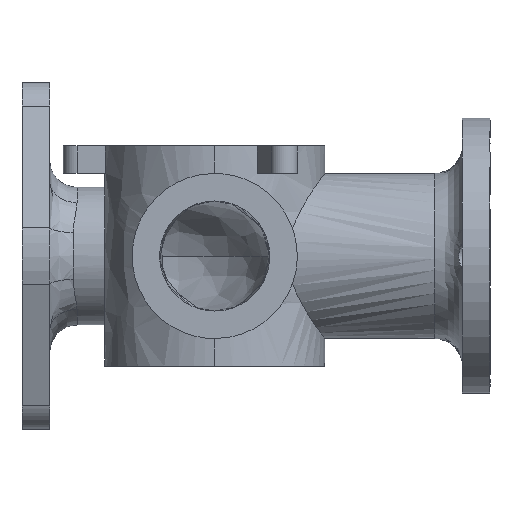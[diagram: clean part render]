
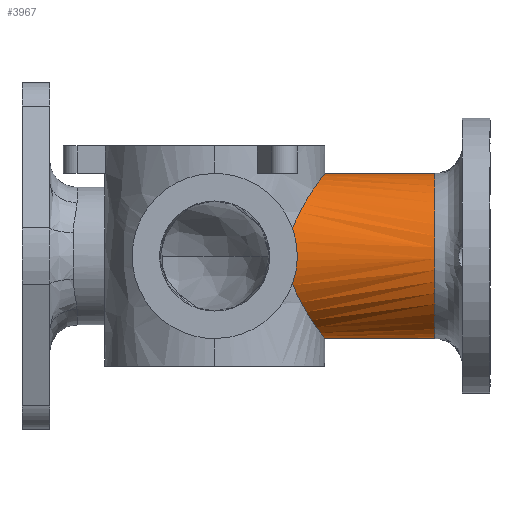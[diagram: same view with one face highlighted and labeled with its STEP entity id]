
A CAD part, left-side view. The second image highlights one B-rep face of the part: STEP entity #3967.
In plain terms, the highlighted free-form (B-spline) face has degree [2, 1] with [5, 2] control points.
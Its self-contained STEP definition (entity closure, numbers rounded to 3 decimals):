
#156 = VERTEX_POINT('',#157);
#157 = CARTESIAN_POINT('',(0.,-100.562,
    37.711));
#269 = VERTEX_POINT('',#270);
#270 = CARTESIAN_POINT('',(0.,-100.562,-37.711));
#276 = EDGE_CURVE('',#269,#156,#277,.T.);
#277 = ( BOUNDED_CURVE() B_SPLINE_CURVE(2,(#278,#279,#280,#281,#282),
.UNSPECIFIED.,.F.,.F.) B_SPLINE_CURVE_WITH_KNOTS((3,2,3),(3.142,
4.712,6.283),.PIECEWISE_BEZIER_KNOTS.) CURVE() 
GEOMETRIC_REPRESENTATION_ITEM() RATIONAL_B_SPLINE_CURVE((1.,
0.707,1.,0.707,1.)) REPRESENTATION_ITEM('') );
#278 = CARTESIAN_POINT('',(0.,-100.562,
    -37.711));
#279 = CARTESIAN_POINT('',(-37.711,-100.562,
    -37.711));
#280 = CARTESIAN_POINT('',(-37.711,-100.562,
    0.));
#281 = CARTESIAN_POINT('',(-37.711,-100.562,
    37.711));
#282 = CARTESIAN_POINT('',(0.,-100.562,
    37.711));
#678 = VERTEX_POINT('',#679);
#679 = CARTESIAN_POINT('',(0.,-50.281,
    -37.711));
#680 = VERTEX_POINT('',#681);
#681 = CARTESIAN_POINT('',(0.,-50.281,
    37.711));
#754 = EDGE_CURVE('',#680,#156,#755,.T.);
#755 = B_SPLINE_CURVE_WITH_KNOTS('',1,(#756,#757),.UNSPECIFIED.,.F.,.F.,
  (2,2),(110.001,150.001),.PIECEWISE_BEZIER_KNOTS.);
#756 = CARTESIAN_POINT('',(0.,-50.281,
    37.711));
#757 = CARTESIAN_POINT('',(0.,-100.562,
    37.711));
#767 = EDGE_CURVE('',#678,#269,#768,.T.);
#768 = B_SPLINE_CURVE_WITH_KNOTS('',1,(#769,#770),.UNSPECIFIED.,.F.,.F.,
  (2,2),(110.001,150.001),.PIECEWISE_BEZIER_KNOTS.);
#769 = CARTESIAN_POINT('',(0.,-50.281,-37.711));
#770 = CARTESIAN_POINT('',(0.,-100.562,-37.711));
#2235 = EDGE_CURVE('',#680,#678,#2236,.T.);
#2236 = B_SPLINE_CURVE_WITH_KNOTS('',3,(#2237,#2238,#2239,#2240,#2241,
    #2242,#2243,#2244,#2245,#2246,#2247,#2248,#2249,#2250,#2251,#2252,
    #2253,#2254,#2255,#2256,#2257,#2258,#2259,#2260,#2261,#2262,#2263,
    #2264,#2265,#2266,#2267,#2268,#2269,#2270,#2271,#2272,#2273,#2274,
    #2275,#2276,#2277,#2278,#2279,#2280,#2281,#2282,#2283,#2284,#2285,
    #2286,#2287,#2288,#2289,#2290,#2291,#2292,#2293,#2294,#2295,#2296,
    #2297,#2298,#2299,#2300,#2301,#2302,#2303,#2304),.UNSPECIFIED.,.F.,
  .F.,(4,2,2,2,2,2,2,2,2,2,2,2,2,2,2,2,2,2,2,2,2,2,2,2,2,2,2,2,2,2,2,2,2
    ,4),(0.098,0.1,0.101,
    0.104,0.107,0.111,0.117,
    0.118,0.12,0.123,0.126,
    0.129,0.135,0.138,0.14,
    0.141,0.144,0.146,0.147,
    0.15,0.152,0.153,0.16,
    0.161,0.163,0.166,0.172,
    0.175,0.178,0.184,0.187,
    0.19,0.193,0.196),.UNSPECIFIED.);
#2237 = CARTESIAN_POINT('',(0.,-50.281,
    37.711));
#2238 = CARTESIAN_POINT('',(-0.644,-50.281,
    37.711));
#2239 = CARTESIAN_POINT('',(-1.291,-50.269,
    37.694));
#2240 = CARTESIAN_POINT('',(-2.587,-50.219,
    37.628));
#2241 = CARTESIAN_POINT('',(-3.24,-50.181,37.577
    ));
#2242 = CARTESIAN_POINT('',(-5.175,-50.031,
    37.377));
#2243 = CARTESIAN_POINT('',(-6.444,-49.882,
    37.178));
#2244 = CARTESIAN_POINT('',(-8.939,-49.496,
    36.658));
#2245 = CARTESIAN_POINT('',(-10.167,-49.258,
    36.337));
#2246 = CARTESIAN_POINT('',(-12.581,-48.697,
    35.573));
#2247 = CARTESIAN_POINT('',(-13.772,-48.373,
    35.128));
#2248 = CARTESIAN_POINT('',(-17.205,-47.307,
    33.65));
#2249 = CARTESIAN_POINT('',(-19.341,-46.465,
    32.464));
#2250 = CARTESIAN_POINT('',(-21.843,-45.292,
    30.747));
#2251 = CARTESIAN_POINT('',(-22.334,-45.052,
    30.391));
#2252 = CARTESIAN_POINT('',(-23.293,-44.564,
    29.663));
#2253 = CARTESIAN_POINT('',(-23.761,-44.316,
    29.29));
#2254 = CARTESIAN_POINT('',(-25.131,-43.563,
    28.142));
#2255 = CARTESIAN_POINT('',(-26.001,-43.048,
    27.339));
#2256 = CARTESIAN_POINT('',(-27.659,-42.001,
    25.66));
#2257 = CARTESIAN_POINT('',(-28.448,-41.47,
    24.784));
#2258 = CARTESIAN_POINT('',(-29.945,-40.402,
    22.952));
#2259 = CARTESIAN_POINT('',(-30.654,-39.865,
    21.996));
#2260 = CARTESIAN_POINT('',(-32.63,-38.292,
    19.052));
#2261 = CARTESIAN_POINT('',(-33.759,-37.285,
    16.977));
#2262 = CARTESIAN_POINT('',(-35.174,-35.936,
    13.652));
#2263 = CARTESIAN_POINT('',(-35.598,-35.514,
    12.507));
#2264 = CARTESIAN_POINT('',(-36.159,-34.94,
    10.726));
#2265 = CARTESIAN_POINT('',(-36.333,-34.759,
    10.12));
#2266 = CARTESIAN_POINT('',(-36.65,-34.424,
    8.903));
#2267 = CARTESIAN_POINT('',(-36.794,-34.27,
    8.289));
#2268 = CARTESIAN_POINT('',(-37.18,-33.853,
    6.432));
#2269 = CARTESIAN_POINT('',(-37.377,-33.634,
    5.173));
#2270 = CARTESIAN_POINT('',(-37.576,-33.41,3.25
    ));
#2271 = CARTESIAN_POINT('',(-37.627,-33.353,2.603
    ));
#2272 = CARTESIAN_POINT('',(-37.694,-33.277,
    1.297));
#2273 = CARTESIAN_POINT('',(-37.711,-33.258,
    0.644));
#2274 = CARTESIAN_POINT('',(-37.711,-33.258,
    -1.303));
#2275 = CARTESIAN_POINT('',(-37.644,-33.334,
    -2.59));
#2276 = CARTESIAN_POINT('',(-37.446,-33.555,
    -4.505));
#2277 = CARTESIAN_POINT('',(-37.364,-33.647,
    -5.14));
#2278 = CARTESIAN_POINT('',(-37.168,-33.864,
    -6.407));
#2279 = CARTESIAN_POINT('',(-37.053,-33.989,
    -7.04));
#2280 = CARTESIAN_POINT('',(-36.405,-34.69,
    -10.162));
#2281 = CARTESIAN_POINT('',(-35.659,-35.473,
    -12.506));
#2282 = CARTESIAN_POINT('',(-34.474,-36.604,
    -15.297));
#2283 = CARTESIAN_POINT('',(-34.224,-36.838,
    -15.849));
#2284 = CARTESIAN_POINT('',(-33.699,-37.319,
    -16.937));
#2285 = CARTESIAN_POINT('',(-33.422,-37.567,
    -17.476));
#2286 = CARTESIAN_POINT('',(-32.564,-38.319,
    -19.057));
#2287 = CARTESIAN_POINT('',(-31.948,-38.835,
    -20.07));
#2288 = CARTESIAN_POINT('',(-29.976,-40.403,
    -23.002));
#2289 = CARTESIAN_POINT('',(-28.495,-41.474,
    -24.815));
#2290 = CARTESIAN_POINT('',(-25.998,-43.049,
    -27.342));
#2291 = CARTESIAN_POINT('',(-25.115,-43.572,
    -28.156));
#2292 = CARTESIAN_POINT('',(-23.283,-44.578,
    -29.689));
#2293 = CARTESIAN_POINT('',(-22.331,-45.063,
    -30.411));
#2294 = CARTESIAN_POINT('',(-19.369,-46.452,
    -32.445));
#2295 = CARTESIAN_POINT('',(-17.251,-47.29,
    -33.626));
#2296 = CARTESIAN_POINT('',(-13.818,-48.36,
    -35.11));
#2297 = CARTESIAN_POINT('',(-12.625,-48.686,
    -35.557));
#2298 = CARTESIAN_POINT('',(-10.209,-49.249,
    -36.325));
#2299 = CARTESIAN_POINT('',(-8.98,-49.489,-36.648
    ));
#2300 = CARTESIAN_POINT('',(-6.481,-49.878,
    -37.172));
#2301 = CARTESIAN_POINT('',(-5.209,-50.027,
    -37.372));
#2302 = CARTESIAN_POINT('',(-2.622,-50.229,
    -37.642));
#2303 = CARTESIAN_POINT('',(-1.305,-50.281,
    -37.711));
#2304 = CARTESIAN_POINT('',(0.,-50.281,
    -37.711));
#3967 = ADVANCED_FACE('',(#3968),#3974,.T.);
#3968 = FACE_BOUND('',#3969,.T.);
#3969 = EDGE_LOOP('',(#3970,#3971,#3972,#3973));
#3970 = ORIENTED_EDGE('',*,*,#754,.F.);
#3971 = ORIENTED_EDGE('',*,*,#2235,.T.);
#3972 = ORIENTED_EDGE('',*,*,#767,.T.);
#3973 = ORIENTED_EDGE('',*,*,#276,.T.);
#3974 = ( BOUNDED_SURFACE() B_SPLINE_SURFACE(2,1,(
    (#3975,#3976)
    ,(#3977,#3978)
    ,(#3979,#3980)
    ,(#3981,#3982)
    ,(#3983,#3984
)),.UNSPECIFIED.,.F.,.F.,.F.) B_SPLINE_SURFACE_WITH_KNOTS((3,2,3),(2,2),
  (3.142,4.712,6.283),(96.455,150.001)
,.PIECEWISE_BEZIER_KNOTS.) GEOMETRIC_REPRESENTATION_ITEM() 
RATIONAL_B_SPLINE_SURFACE((
    (1.,1.)
    ,(0.707,0.707)
    ,(1.,1.)
    ,(0.707,0.707)
,(1.,1.))) REPRESENTATION_ITEM('') SURFACE() );
#3975 = CARTESIAN_POINT('',(0.,-33.253,
    37.711));
#3976 = CARTESIAN_POINT('',(0.,-100.562,
    37.711));
#3977 = CARTESIAN_POINT('',(-37.711,-33.253,
    37.711));
#3978 = CARTESIAN_POINT('',(-37.711,-100.562,
    37.711));
#3979 = CARTESIAN_POINT('',(-37.711,-33.253,
    0.));
#3980 = CARTESIAN_POINT('',(-37.711,-100.562,
    0.));
#3981 = CARTESIAN_POINT('',(-37.711,-33.253,
    -37.711));
#3982 = CARTESIAN_POINT('',(-37.711,-100.562,
    -37.711));
#3983 = CARTESIAN_POINT('',(0.,-33.253,
    -37.711));
#3984 = CARTESIAN_POINT('',(0.,-100.562,
    -37.711));
